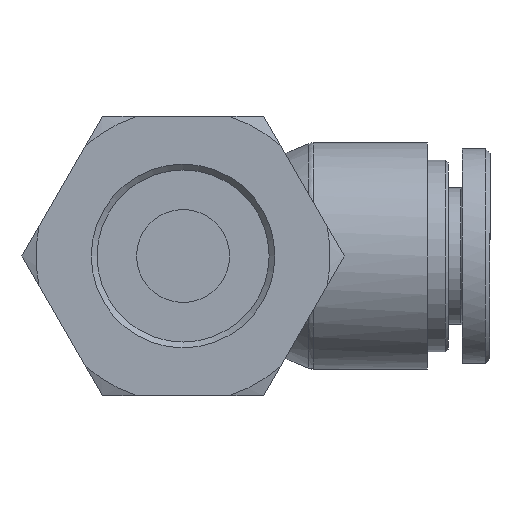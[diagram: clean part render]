
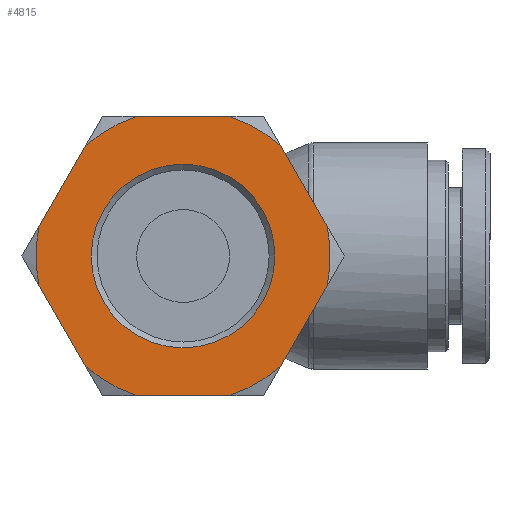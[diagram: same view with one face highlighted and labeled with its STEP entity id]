
A CAD part, front view. The second image highlights one B-rep face of the part: STEP entity #4815.
In plain terms, the highlighted face is planar.
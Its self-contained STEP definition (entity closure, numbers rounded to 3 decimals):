
#4680=CARTESIAN_POINT('',(-33.3,0.,-7.9));
#4681=VERTEX_POINT('',#4680);
#4682=CARTESIAN_POINT('',(-33.3,0.,0.0));
#4683=DIRECTION('',(-1.0,0.0,0.0));
#4684=DIRECTION('',(0.0,0.0,1.0));
#4685=AXIS2_PLACEMENT_3D('',#4682,#4683,#4684);
#4686=CIRCLE('',#4685,7.9);
#4687=EDGE_CURVE('',#4681,#4681,#4686,.T.);
#4703=CARTESIAN_POINT('',(-33.3,11.239,0.0));
#4704=DIRECTION('',(-1.0,0.0,0.0));
#4705=DIRECTION('',(0.0,0.0,1.0));
#4706=AXIS2_PLACEMENT_3D('',#4703,#4704,#4705);
#4707=PLANE('',#4706);
#4708=CARTESIAN_POINT('',(-33.3,12.404,2.516));
#4709=VERTEX_POINT('',#4708);
#4710=CARTESIAN_POINT('',(-33.3,12.404,-2.516));
#4711=VERTEX_POINT('',#4710);
#4712=CARTESIAN_POINT('',(-33.3,0.,0.0));
#4713=DIRECTION('',(-1.0,0.0,0.0));
#4714=DIRECTION('',(0.0,1.0,0.0));
#4715=AXIS2_PLACEMENT_3D('',#4712,#4713,#4714);
#4716=CIRCLE('',#4715,12.656);
#4717=EDGE_CURVE('',#4709,#4711,#4716,.T.);
#4718=ORIENTED_EDGE('',*,*,#4717,.T.);
#4719=CARTESIAN_POINT('',(-33.3,8.381,-9.484));
#4720=VERTEX_POINT('',#4719);
#4721=CARTESIAN_POINT('',(-33.3,8.381,-9.484));
#4722=DIRECTION('',(0.0,0.5,0.866));
#4723=VECTOR('',#4722,8.046);
#4724=LINE('',#4721,#4723);
#4725=EDGE_CURVE('',#4720,#4711,#4724,.T.);
#4726=ORIENTED_EDGE('',*,*,#4725,.F.);
#4727=CARTESIAN_POINT('',(-33.3,4.023,-12.));
#4728=VERTEX_POINT('',#4727);
#4729=CARTESIAN_POINT('',(-33.3,0.,0.0));
#4730=DIRECTION('',(-1.0,0.0,0.0));
#4731=DIRECTION('',(0.0,1.0,0.0));
#4732=AXIS2_PLACEMENT_3D('',#4729,#4730,#4731);
#4733=CIRCLE('',#4732,12.656);
#4734=EDGE_CURVE('',#4720,#4728,#4733,.T.);
#4735=ORIENTED_EDGE('',*,*,#4734,.T.);
#4736=CARTESIAN_POINT('',(-33.3,-4.023,-12.));
#4737=VERTEX_POINT('',#4736);
#4738=CARTESIAN_POINT('',(-33.3,-4.023,-12.));
#4739=DIRECTION('',(0.0,1.0,0.0));
#4740=VECTOR('',#4739,8.046);
#4741=LINE('',#4738,#4740);
#4742=EDGE_CURVE('',#4737,#4728,#4741,.T.);
#4743=ORIENTED_EDGE('',*,*,#4742,.F.);
#4744=CARTESIAN_POINT('',(-33.3,-8.381,-9.484));
#4745=VERTEX_POINT('',#4744);
#4746=CARTESIAN_POINT('',(-33.3,0.,0.0));
#4747=DIRECTION('',(-1.0,0.0,0.0));
#4748=DIRECTION('',(0.0,1.0,0.0));
#4749=AXIS2_PLACEMENT_3D('',#4746,#4747,#4748);
#4750=CIRCLE('',#4749,12.656);
#4751=EDGE_CURVE('',#4737,#4745,#4750,.T.);
#4752=ORIENTED_EDGE('',*,*,#4751,.T.);
#4753=CARTESIAN_POINT('',(-33.3,-12.404,-2.516));
#4754=VERTEX_POINT('',#4753);
#4755=CARTESIAN_POINT('',(-33.3,-12.404,-2.516));
#4756=DIRECTION('',(0.0,0.5,-0.866));
#4757=VECTOR('',#4756,8.046);
#4758=LINE('',#4755,#4757);
#4759=EDGE_CURVE('',#4754,#4745,#4758,.T.);
#4760=ORIENTED_EDGE('',*,*,#4759,.F.);
#4761=CARTESIAN_POINT('',(-33.3,-12.404,2.516));
#4762=VERTEX_POINT('',#4761);
#4763=CARTESIAN_POINT('',(-33.3,0.,0.0));
#4764=DIRECTION('',(-1.0,0.0,0.0));
#4765=DIRECTION('',(0.0,1.0,0.0));
#4766=AXIS2_PLACEMENT_3D('',#4763,#4764,#4765);
#4767=CIRCLE('',#4766,12.656);
#4768=EDGE_CURVE('',#4754,#4762,#4767,.T.);
#4769=ORIENTED_EDGE('',*,*,#4768,.T.);
#4770=CARTESIAN_POINT('',(-33.3,-8.381,9.484));
#4771=VERTEX_POINT('',#4770);
#4772=CARTESIAN_POINT('',(-33.3,-8.381,9.484));
#4773=DIRECTION('',(0.0,-0.5,-0.866));
#4774=VECTOR('',#4773,8.046);
#4775=LINE('',#4772,#4774);
#4776=EDGE_CURVE('',#4771,#4762,#4775,.T.);
#4777=ORIENTED_EDGE('',*,*,#4776,.F.);
#4778=CARTESIAN_POINT('',(-33.3,-4.023,12.));
#4779=VERTEX_POINT('',#4778);
#4780=CARTESIAN_POINT('',(-33.3,0.,0.0));
#4781=DIRECTION('',(-1.0,0.0,0.0));
#4782=DIRECTION('',(0.0,1.0,0.0));
#4783=AXIS2_PLACEMENT_3D('',#4780,#4781,#4782);
#4784=CIRCLE('',#4783,12.656);
#4785=EDGE_CURVE('',#4771,#4779,#4784,.T.);
#4786=ORIENTED_EDGE('',*,*,#4785,.T.);
#4787=CARTESIAN_POINT('',(-33.3,4.023,12.));
#4788=VERTEX_POINT('',#4787);
#4789=CARTESIAN_POINT('',(-33.3,4.023,12.));
#4790=DIRECTION('',(0.0,-1.0,0.0));
#4791=VECTOR('',#4790,8.046);
#4792=LINE('',#4789,#4791);
#4793=EDGE_CURVE('',#4788,#4779,#4792,.T.);
#4794=ORIENTED_EDGE('',*,*,#4793,.F.);
#4795=CARTESIAN_POINT('',(-33.3,8.381,9.484));
#4796=VERTEX_POINT('',#4795);
#4797=CARTESIAN_POINT('',(-33.3,0.,0.0));
#4798=DIRECTION('',(-1.0,0.0,0.0));
#4799=DIRECTION('',(0.0,1.0,0.0));
#4800=AXIS2_PLACEMENT_3D('',#4797,#4798,#4799);
#4801=CIRCLE('',#4800,12.656);
#4802=EDGE_CURVE('',#4788,#4796,#4801,.T.);
#4803=ORIENTED_EDGE('',*,*,#4802,.T.);
#4804=CARTESIAN_POINT('',(-33.3,12.404,2.516));
#4805=DIRECTION('',(0.0,-0.5,0.866));
#4806=VECTOR('',#4805,8.046);
#4807=LINE('',#4804,#4806);
#4808=EDGE_CURVE('',#4709,#4796,#4807,.T.);
#4809=ORIENTED_EDGE('',*,*,#4808,.F.);
#4810=EDGE_LOOP('',(#4718,#4726,#4735,#4743,#4752,#4760,#4769,#4777,#4786,#4794,#4803,#4809));
#4811=FACE_OUTER_BOUND('',#4810,.T.);
#4812=ORIENTED_EDGE('',*,*,#4687,.F.);
#4813=EDGE_LOOP('',(#4812));
#4814=FACE_BOUND('',#4813,.T.);
#4815=ADVANCED_FACE('',(#4811,#4814),#4707,.T.);
